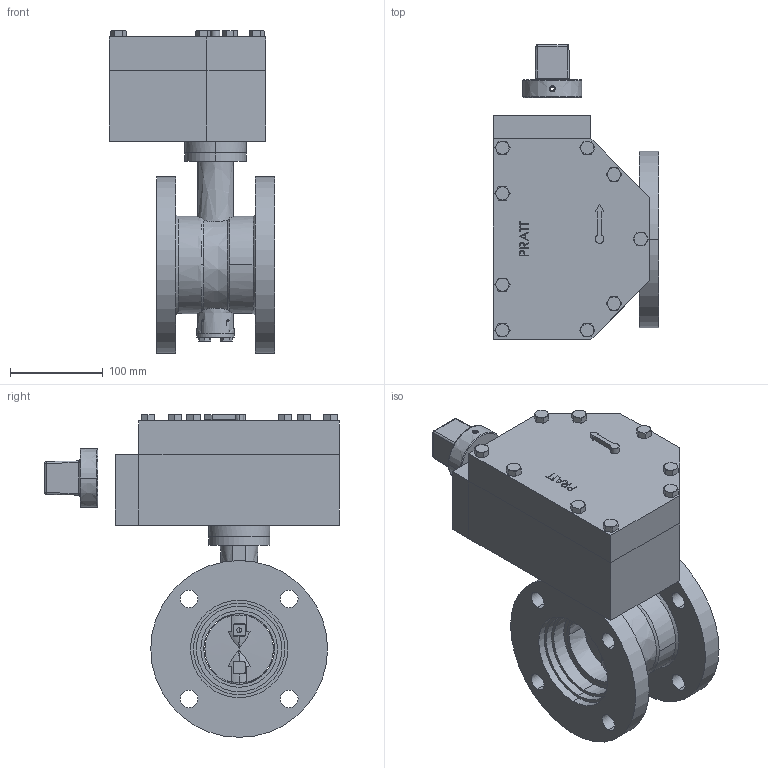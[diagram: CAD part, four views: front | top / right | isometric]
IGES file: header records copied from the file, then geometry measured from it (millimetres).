
Start section: SolidWorks IGES file using analytic representation for surfaces
Global section: file name: Class 250II FL x FL-03-Inch-NUT.IGS; native system: SolidWorks 2014; preprocessor: SolidWorks 2014; author: ekkiuser; date: 161214.133517; units: inch
Bounding box: 177.8 x 317.5 x 347.66 mm (x, y, z)
Volume: 3395182.3 mm3; surface area: 646229.5 mm2
Topology: 22 solids, 22 shells, 2603 faces, 6577 edges, 4055 vertices
Faces by surface type: revolution 2229, plane 274, bspline 100
